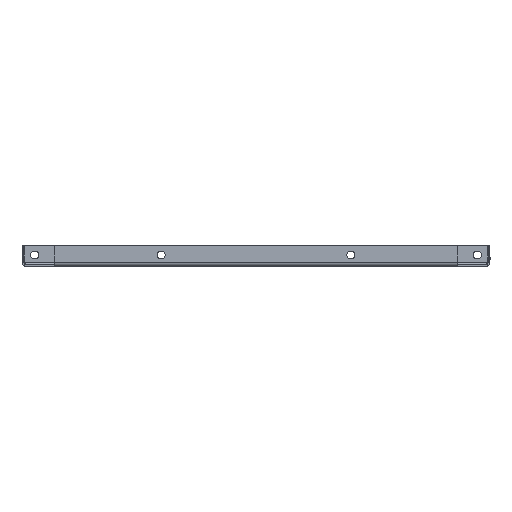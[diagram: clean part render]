
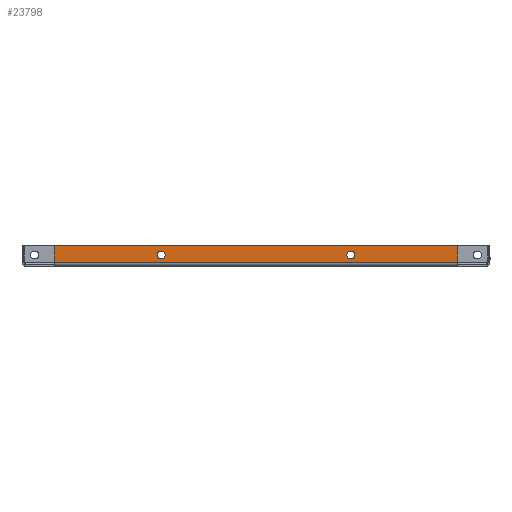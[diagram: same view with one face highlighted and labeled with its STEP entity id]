
A CAD part, front view. The second image highlights one B-rep face of the part: STEP entity #23798.
In plain terms, the highlighted planar face has unit normal (0, -1, 0).
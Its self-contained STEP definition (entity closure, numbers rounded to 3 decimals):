
#2452=CIRCLE('',#26488,6.25);
#2453=CIRCLE('',#26489,6.25);
#2974=FACE_BOUND('',#5111,.T.);
#2975=FACE_BOUND('',#5112,.T.);
#3456=FACE_OUTER_BOUND('',#5110,.T.);
#5110=EDGE_LOOP('',(#18507,#18508,#18509,#18510));
#5111=EDGE_LOOP('',(#18511));
#5112=EDGE_LOOP('',(#18512));
#6858=LINE('',#40198,#8385);
#6867=LINE('',#41837,#8394);
#6869=LINE('',#41845,#8396);
#6870=LINE('',#41846,#8397);
#8385=VECTOR('',#29838,10.);
#8394=VECTOR('',#31463,10.);
#8396=VECTOR('',#31471,10.);
#8397=VECTOR('',#31472,10.);
#10768=VERTEX_POINT('',#40190);
#10771=VERTEX_POINT('',#40196);
#11582=VERTEX_POINT('',#41836);
#11585=VERTEX_POINT('',#41844);
#11586=VERTEX_POINT('',#41847);
#11587=VERTEX_POINT('',#41849);
#13371=EDGE_CURVE('',#10768,#10771,#6858,.T.);
#14186=EDGE_CURVE('',#11582,#10768,#6867,.T.);
#14190=EDGE_CURVE('',#11585,#10771,#6869,.T.);
#14191=EDGE_CURVE('',#11585,#11582,#6870,.T.);
#14192=EDGE_CURVE('',#11586,#11586,#2452,.T.);
#14193=EDGE_CURVE('',#11587,#11587,#2453,.T.);
#18507=ORIENTED_EDGE('',*,*,#13371,.T.);
#18508=ORIENTED_EDGE('',*,*,#14190,.F.);
#18509=ORIENTED_EDGE('',*,*,#14191,.T.);
#18510=ORIENTED_EDGE('',*,*,#14186,.T.);
#18511=ORIENTED_EDGE('',*,*,#14192,.T.);
#18512=ORIENTED_EDGE('',*,*,#14193,.T.);
#22539=PLANE('',#26487);
#23798=ADVANCED_FACE('',(#3456,#2974,#2975),#22539,.F.);
#26487=AXIS2_PLACEMENT_3D('',#41843,#31469,#31470);
#26488=AXIS2_PLACEMENT_3D('',#41848,#31473,#31474);
#26489=AXIS2_PLACEMENT_3D('',#41850,#31475,#31476);
#29838=DIRECTION('',(0.,0.,1.));
#31463=DIRECTION('',(1.,0.,0.));
#31469=DIRECTION('center_axis',(0.,1.,0.));
#31470=DIRECTION('ref_axis',(1.,0.,0.));
#31471=DIRECTION('',(1.,0.,0.));
#31472=DIRECTION('',(0.,0.,-1.));
#31473=DIRECTION('center_axis',(0.,1.,0.));
#31474=DIRECTION('ref_axis',(1.,0.,0.));
#31475=DIRECTION('center_axis',(0.,1.,0.));
#31476=DIRECTION('ref_axis',(1.,0.,0.));
#40190=CARTESIAN_POINT('',(319.,-3063.,6.6));
#40196=CARTESIAN_POINT('',(319.,-3063.,33.));
#40198=CARTESIAN_POINT('',(319.,-3063.,8.192));
#41836=CARTESIAN_POINT('',(-319.,-3063.,6.6));
#41837=CARTESIAN_POINT('',(0.,-3063.,6.6));
#41843=CARTESIAN_POINT('Origin',(0.,-3063.,16.383));
#41844=CARTESIAN_POINT('',(-319.,-3063.,33.));
#41845=CARTESIAN_POINT('',(-366.646,-3063.,33.));
#41846=CARTESIAN_POINT('',(-319.,-3063.,8.192));
#41847=CARTESIAN_POINT('',(143.75,-3063.,18.));
#41848=CARTESIAN_POINT('Origin',(150.,-3063.,18.));
#41849=CARTESIAN_POINT('',(-156.25,-3063.,18.));
#41850=CARTESIAN_POINT('Origin',(-150.,-3063.,18.));
